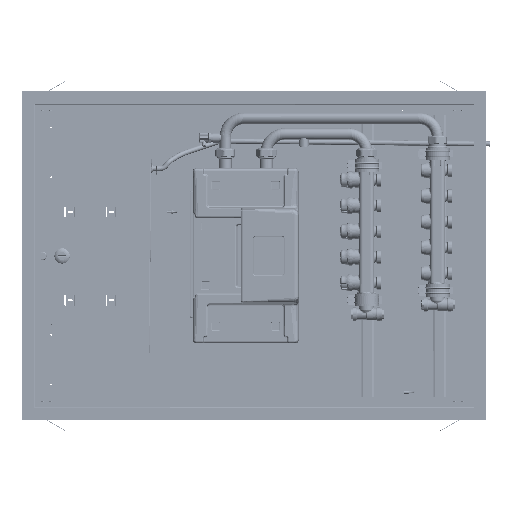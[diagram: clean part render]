
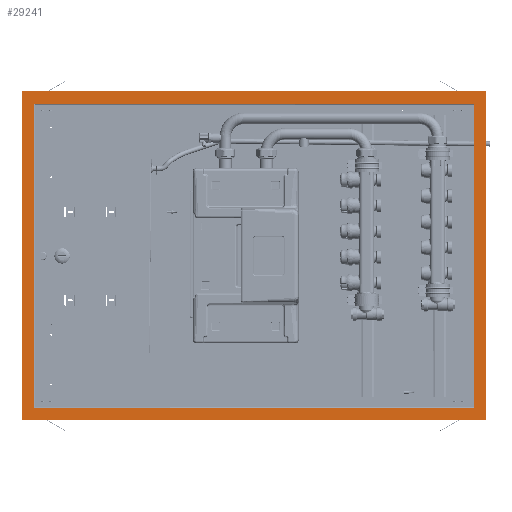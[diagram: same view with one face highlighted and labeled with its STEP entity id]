
A CAD part, top view. The second image highlights one B-rep face of the part: STEP entity #29241.
In plain terms, the highlighted planar face has unit normal (0, 0, 1).
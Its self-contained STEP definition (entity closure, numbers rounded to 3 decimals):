
#28920=CARTESIAN_POINT('Vertex',(-289.,-143.,140.2)) ;
#28934=CARTESIAN_POINT('Vertex',(614.,-143.,140.2)) ;
#28937=CARTESIAN_POINT('Line Origine',(162.5,-143.,140.2)) ;
#28960=CARTESIAN_POINT('Vertex',(-289.,497.,140.2)) ;
#28968=CARTESIAN_POINT('Line Origine',(-289.,177.,140.2)) ;
#28996=CARTESIAN_POINT('Vertex',(614.,497.,140.2)) ;
#28999=CARTESIAN_POINT('Line Origine',(614.,177.,140.2)) ;
#29021=CARTESIAN_POINT('Line Origine',(162.5,497.,140.2)) ;
#29196=CARTESIAN_POINT('Axis2P3D Location',(162.5,177.,140.2)) ;
#29207=CARTESIAN_POINT('Line Origine',(590.,177.,140.2)) ;
#29211=CARTESIAN_POINT('Vertex',(590.,473.,140.2)) ;
#29213=CARTESIAN_POINT('Vertex',(590.,-119.,140.2)) ;
#29216=CARTESIAN_POINT('Line Origine',(162.5,-119.,140.2)) ;
#29220=CARTESIAN_POINT('Vertex',(-265.,-119.,140.2)) ;
#29223=CARTESIAN_POINT('Line Origine',(-265.,177.,140.2)) ;
#29227=CARTESIAN_POINT('Vertex',(-265.,473.,140.2)) ;
#29230=CARTESIAN_POINT('Line Origine',(162.5,473.,140.2)) ;
#28939=VECTOR('Line Direction',#28938,1.) ;
#28970=VECTOR('Line Direction',#28969,1.) ;
#29001=VECTOR('Line Direction',#29000,1.) ;
#29023=VECTOR('Line Direction',#29022,1.) ;
#29209=VECTOR('Line Direction',#29208,1.) ;
#29218=VECTOR('Line Direction',#29217,1.) ;
#29225=VECTOR('Line Direction',#29224,1.) ;
#29232=VECTOR('Line Direction',#29231,1.) ;
#28938=DIRECTION('Vector Direction',(1.,0.,0.)) ;
#28969=DIRECTION('Vector Direction',(0.,1.,0.)) ;
#29000=DIRECTION('Vector Direction',(0.,1.,0.)) ;
#29022=DIRECTION('Vector Direction',(-1.,0.,0.)) ;
#29197=DIRECTION('Axis2P3D Direction',(0.,-0.,1.)) ;
#29198=DIRECTION('Axis2P3D XDirection',(0.,1.,0.)) ;
#29208=DIRECTION('Vector Direction',(0.,-1.,0.)) ;
#29217=DIRECTION('Vector Direction',(1.,0.,0.)) ;
#29224=DIRECTION('Vector Direction',(0.,1.,0.)) ;
#29231=DIRECTION('Vector Direction',(-1.,0.,0.)) ;
#29199=AXIS2_PLACEMENT_3D('Plane Axis2P3D',#29196,#29197,#29198) ;
#28940=LINE('Line',#28937,#28939) ;
#28971=LINE('Line',#28968,#28970) ;
#29002=LINE('Line',#28999,#29001) ;
#29024=LINE('Line',#29021,#29023) ;
#29210=LINE('Line',#29207,#29209) ;
#29219=LINE('Line',#29216,#29218) ;
#29226=LINE('Line',#29223,#29225) ;
#29233=LINE('Line',#29230,#29232) ;
#29200=PLANE('',#29199) ;
#29240=FACE_BOUND('',#29235,.T.) ;
#28941=EDGE_CURVE('',#28921,#28935,#28940,.T.) ;
#28972=EDGE_CURVE('',#28961,#28921,#28971,.F.) ;
#29003=EDGE_CURVE('',#28935,#28997,#29002,.T.) ;
#29025=EDGE_CURVE('',#28997,#28961,#29024,.T.) ;
#29215=EDGE_CURVE('',#29212,#29214,#29210,.T.) ;
#29222=EDGE_CURVE('',#29214,#29221,#29219,.F.) ;
#29229=EDGE_CURVE('',#29221,#29228,#29226,.T.) ;
#29234=EDGE_CURVE('',#29228,#29212,#29233,.F.) ;
#29202=ORIENTED_EDGE('',*,*,#28972,.T.) ;
#29203=ORIENTED_EDGE('',*,*,#28941,.T.) ;
#29204=ORIENTED_EDGE('',*,*,#29003,.T.) ;
#29205=ORIENTED_EDGE('',*,*,#29025,.T.) ;
#29236=ORIENTED_EDGE('',*,*,#29215,.T.) ;
#29237=ORIENTED_EDGE('',*,*,#29222,.T.) ;
#29238=ORIENTED_EDGE('',*,*,#29229,.T.) ;
#29239=ORIENTED_EDGE('',*,*,#29234,.T.) ;
#29201=EDGE_LOOP('',(#29202,#29203,#29204,#29205)) ;
#29235=EDGE_LOOP('',(#29236,#29237,#29238,#29239)) ;
#28921=VERTEX_POINT('',#28920) ;
#28935=VERTEX_POINT('',#28934) ;
#28961=VERTEX_POINT('',#28960) ;
#28997=VERTEX_POINT('',#28996) ;
#29212=VERTEX_POINT('',#29211) ;
#29214=VERTEX_POINT('',#29213) ;
#29221=VERTEX_POINT('',#29220) ;
#29228=VERTEX_POINT('',#29227) ;
#29241=ADVANCED_FACE('PartBody',(#29206,#29240),#29200,.T.) ;
#29206=FACE_OUTER_BOUND('',#29201,.T.) ;
